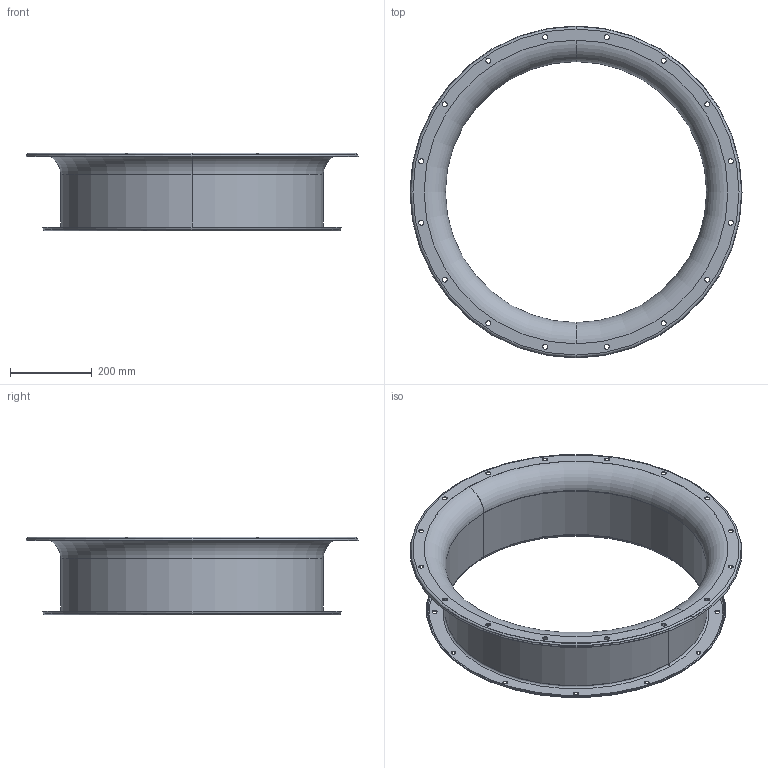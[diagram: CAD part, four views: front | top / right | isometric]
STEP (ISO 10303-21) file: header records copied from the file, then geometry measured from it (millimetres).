
FILE_DESCRIPTION (( 'STEP AP203' ), '1' );
FILE_NAME ('5BO9663 CCbo 63.STEP', '2022-02-24T14:42:10', ( '' ), ( '' ), 'SwSTEP 2.0', 'SolidWorks 2018', '' );
FILE_SCHEMA (( 'CONFIG_CONTROL_DESIGN' ));
Length unit declared in the file: millimetre
Products named in the file (1): 5BO9663 CCbo 63
Bounding box: 810 x 810 x 190 mm (x, y, z)
Volume: 1271087.2 mm3; surface area: 1282845.1 mm2
Topology: 1 solids, 1 shells, 92 faces, 240 edges, 152 vertices
Faces by surface type: cylinder 60, torus 16, cone 12, plane 4
Entity records: 3093 total; most frequent: DIRECTION 594, CARTESIAN_POINT 485, ORIENTED_EDGE 480, AXIS2_PLACEMENT_3D 261, EDGE_CURVE 240, CIRCLE 168, EDGE_LOOP 152, VERTEX_POINT 152
